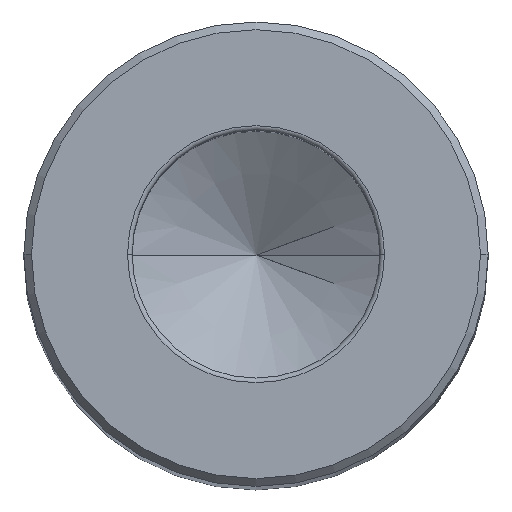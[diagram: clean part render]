
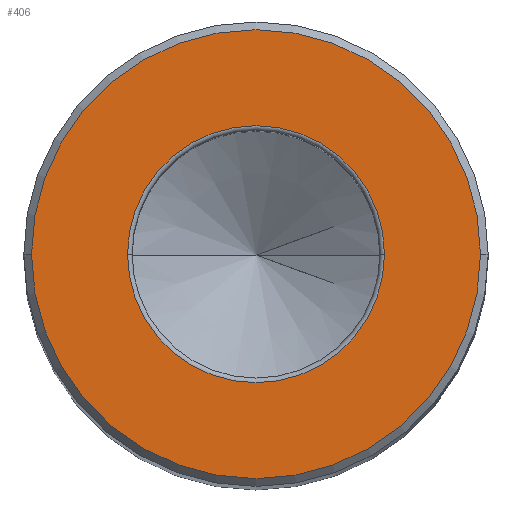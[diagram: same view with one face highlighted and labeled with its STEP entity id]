
A CAD part, top view. The second image highlights one B-rep face of the part: STEP entity #406.
In plain terms, the highlighted planar face has unit normal (0, 0, 1).
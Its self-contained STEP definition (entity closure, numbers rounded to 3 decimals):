
#1 = ORIENTED_EDGE ( 'NONE', *, *, #352, .T. ) ;
#36 = FACE_OUTER_BOUND ( 'NONE', #78, .T. ) ;
#44 = CARTESIAN_POINT ( 'NONE',  ( -14.5, 0., 0. ) ) ;
#58 = AXIS2_PLACEMENT_3D ( 'NONE', #149, #206, #600 ) ;
#73 = EDGE_CURVE ( 'NONE', #627, #362, #503, .T. ) ;
#78 = EDGE_LOOP ( 'NONE', ( #568, #606 ) ) ;
#106 = DIRECTION ( 'NONE',  ( 0., 0., 1. ) ) ;
#110 = AXIS2_PLACEMENT_3D ( 'NONE', #529, #290, #386 ) ;
#117 = DIRECTION ( 'NONE',  ( 1., 0., 0. ) ) ;
#136 = DIRECTION ( 'NONE',  ( 1., 0., 0. ) ) ;
#149 = CARTESIAN_POINT ( 'NONE',  ( 0., 0., 0. ) ) ;
#156 = CARTESIAN_POINT ( 'NONE',  ( 0., 0., 0. ) ) ;
#167 = CARTESIAN_POINT ( 'NONE',  ( 14.5, 0., 0. ) ) ;
#178 = ORIENTED_EDGE ( 'NONE', *, *, #520, .T. ) ;
#183 = CARTESIAN_POINT ( 'NONE',  ( 0., 0., 0. ) ) ;
#194 = EDGE_CURVE ( 'NONE', #362, #627, #604, .T. ) ;
#206 = DIRECTION ( 'NONE',  ( 0., 0., -1. ) ) ;
#213 = EDGE_LOOP ( 'NONE', ( #178, #1 ) ) ;
#234 = AXIS2_PLACEMENT_3D ( 'NONE', #517, #476, #117 ) ;
#240 = CARTESIAN_POINT ( 'NONE',  ( 8.3, 0., 0. ) ) ;
#253 = CARTESIAN_POINT ( 'NONE',  ( -8.3, 0., 0. ) ) ;
#288 = AXIS2_PLACEMENT_3D ( 'NONE', #156, #106, #552 ) ;
#290 = DIRECTION ( 'NONE',  ( 0., 0., -1. ) ) ;
#352 = EDGE_CURVE ( 'NONE', #457, #396, #390, .T. ) ;
#362 = VERTEX_POINT ( 'NONE', #44 ) ;
#386 = DIRECTION ( 'NONE',  ( 1., 0., 0. ) ) ;
#390 = CIRCLE ( 'NONE', #110, 8.3 ) ;
#396 = VERTEX_POINT ( 'NONE', #240 ) ;
#406 = ADVANCED_FACE ( 'NONE', ( #432, #36 ), #629, .T. ) ;
#423 = AXIS2_PLACEMENT_3D ( 'NONE', #183, #489, #136 ) ;
#432 = FACE_BOUND ( 'NONE', #213, .T. ) ;
#457 = VERTEX_POINT ( 'NONE', #253 ) ;
#476 = DIRECTION ( 'NONE',  ( 0., 0., 1. ) ) ;
#489 = DIRECTION ( 'NONE',  ( 0., 0., 1. ) ) ;
#503 = CIRCLE ( 'NONE', #288, 14.5 ) ;
#517 = CARTESIAN_POINT ( 'NONE',  ( 0., 0., 0. ) ) ;
#520 = EDGE_CURVE ( 'NONE', #396, #457, #553, .T. ) ;
#529 = CARTESIAN_POINT ( 'NONE',  ( 0., 0., 0. ) ) ;
#552 = DIRECTION ( 'NONE',  ( 1., 0., 0. ) ) ;
#553 = CIRCLE ( 'NONE', #58, 8.3 ) ;
#568 = ORIENTED_EDGE ( 'NONE', *, *, #194, .T. ) ;
#600 = DIRECTION ( 'NONE',  ( 1., 0., 0. ) ) ;
#604 = CIRCLE ( 'NONE', #234, 14.5 ) ;
#606 = ORIENTED_EDGE ( 'NONE', *, *, #73, .T. ) ;
#627 = VERTEX_POINT ( 'NONE', #167 ) ;
#629 = PLANE ( 'NONE',  #423 ) ;
